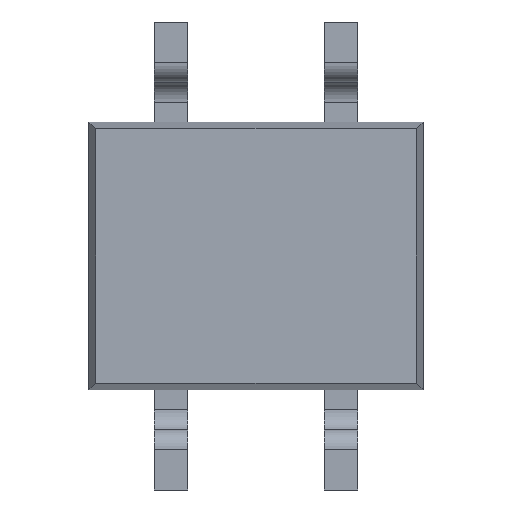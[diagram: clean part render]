
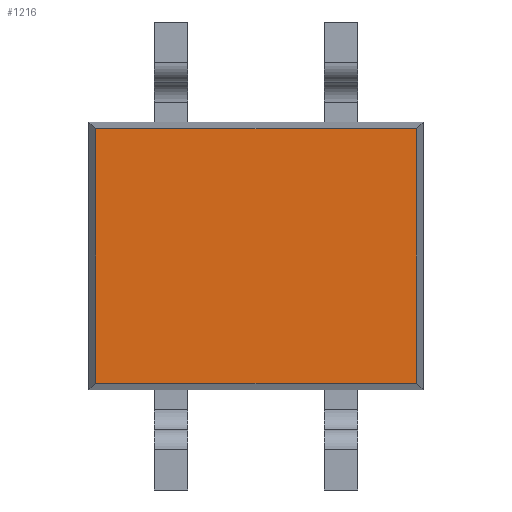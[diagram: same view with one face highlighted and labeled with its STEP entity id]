
A CAD part, front view. The second image highlights one B-rep face of the part: STEP entity #1216.
In plain terms, the highlighted planar face has unit normal (0, -1, 0).
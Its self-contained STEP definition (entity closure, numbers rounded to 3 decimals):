
#106=PLANE('',#1313);
#159=FACE_OUTER_BOUND('',#236,.T.);
#236=EDGE_LOOP('',(#898,#899,#900,#901));
#315=LINE('',#1804,#442);
#319=LINE('',#1812,#446);
#322=LINE('',#1818,#449);
#326=LINE('',#1824,#453);
#442=VECTOR('',#1441,10.);
#446=VECTOR('',#1447,10.);
#449=VECTOR('',#1452,10.);
#453=VECTOR('',#1458,10.);
#571=VERTEX_POINT('',#1802);
#572=VERTEX_POINT('',#1803);
#575=VERTEX_POINT('',#1811);
#577=VERTEX_POINT('',#1817);
#692=EDGE_CURVE('',#571,#572,#315,.T.);
#696=EDGE_CURVE('',#572,#575,#319,.T.);
#699=EDGE_CURVE('',#575,#577,#322,.T.);
#703=EDGE_CURVE('',#577,#571,#326,.T.);
#898=ORIENTED_EDGE('',*,*,#692,.F.);
#899=ORIENTED_EDGE('',*,*,#703,.F.);
#900=ORIENTED_EDGE('',*,*,#699,.F.);
#901=ORIENTED_EDGE('',*,*,#696,.F.);
#1216=ADVANCED_FACE('',(#159),#106,.T.);
#1313=AXIS2_PLACEMENT_3D('',#1825,#1459,#1460);
#1441=DIRECTION('',(-1.,0.,0.));
#1447=DIRECTION('',(0.,0.,1.));
#1452=DIRECTION('',(1.,0.,0.));
#1458=DIRECTION('',(0.,0.,-1.));
#1459=DIRECTION('center_axis',(0.,-1.,0.));
#1460=DIRECTION('ref_axis',(0.,0.,-1.));
#1802=CARTESIAN_POINT('',(2.4,0.,-1.9));
#1803=CARTESIAN_POINT('',(-2.4,0.,-1.9));
#1804=CARTESIAN_POINT('',(-1.25,0.,-1.9));
#1811=CARTESIAN_POINT('',(-2.4,0.,1.9));
#1812=CARTESIAN_POINT('',(-2.4,0.,1.));
#1817=CARTESIAN_POINT('',(2.4,0.,1.9));
#1818=CARTESIAN_POINT('',(1.25,0.,1.9));
#1824=CARTESIAN_POINT('',(2.4,0.,-1.));
#1825=CARTESIAN_POINT('Origin',(0.,0.,0.));
